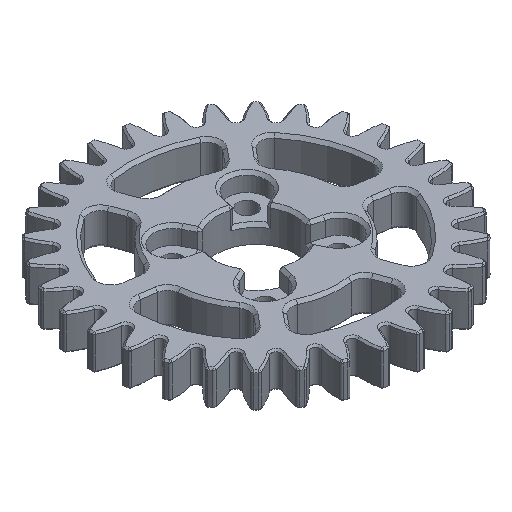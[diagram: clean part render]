
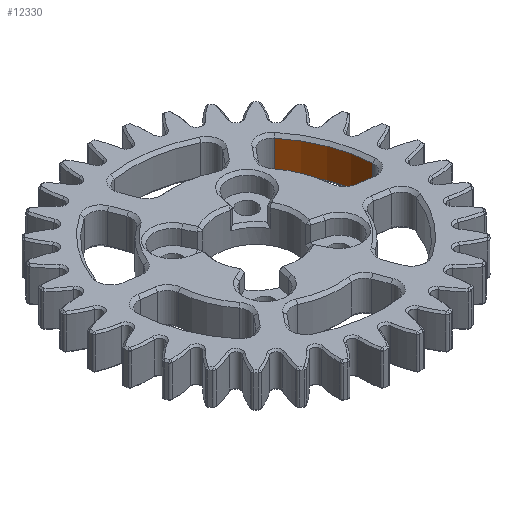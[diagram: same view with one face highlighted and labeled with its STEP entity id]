
A CAD part, isometric view. The second image highlights one B-rep face of the part: STEP entity #12330.
In plain terms, the highlighted cylindrical face has radius 21 mm (diameter 42 mm), a partial arc.
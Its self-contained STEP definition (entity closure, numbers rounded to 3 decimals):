
#278=CYLINDRICAL_SURFACE('',#14079,21.);
#1127=FACE_OUTER_BOUND('',#1928,.T.);
#1928=EDGE_LOOP('',(#11031,#11032,#11033,#11034));
#2207=CIRCLE('',#12671,21.);
#2887=CIRCLE('',#14040,21.);
#2965=LINE('',#19087,#3818);
#3710=LINE('',#21996,#4563);
#3818=VECTOR('',#14794,10.);
#4563=VECTOR('',#18271,10.);
#4888=VERTEX_POINT('',#19065);
#4889=VERTEX_POINT('',#19069);
#4893=VERTEX_POINT('',#19085);
#5635=VERTEX_POINT('',#21984);
#5972=EDGE_CURVE('',#4888,#4889,#2207,.T.);
#5980=EDGE_CURVE('',#4893,#4888,#2965,.T.);
#7415=EDGE_CURVE('',#5635,#4893,#2887,.T.);
#7418=EDGE_CURVE('',#4889,#5635,#3710,.T.);
#11031=ORIENTED_EDGE('',*,*,#5972,.F.);
#11032=ORIENTED_EDGE('',*,*,#5980,.F.);
#11033=ORIENTED_EDGE('',*,*,#7415,.F.);
#11034=ORIENTED_EDGE('',*,*,#7418,.F.);
#12330=ADVANCED_FACE('',(#1127),#278,.F.);
#12671=AXIS2_PLACEMENT_3D('',#19071,#14774,#14775);
#14040=AXIS2_PLACEMENT_3D('',#21989,#18259,#18260);
#14079=AXIS2_PLACEMENT_3D('',#22065,#18368,#18369);
#14774=DIRECTION('center_axis',(0.,0.,1.));
#14775=DIRECTION('ref_axis',(0.779,-0.628,0.));
#14794=DIRECTION('',(0.,0.,-1.));
#18259=DIRECTION('center_axis',(0.,0.,-1.));
#18260=DIRECTION('ref_axis',(0.779,-0.628,0.));
#18271=DIRECTION('',(0.,0.,1.));
#18368=DIRECTION('center_axis',(0.,0.,-1.));
#18369=DIRECTION('ref_axis',(-0.779,0.628,0.));
#19065=CARTESIAN_POINT('',(20.965,1.204,0.5));
#19069=CARTESIAN_POINT('',(16.325,13.21,0.5));
#19071=CARTESIAN_POINT('Origin',(0.,0.,
0.5));
#19085=CARTESIAN_POINT('',(20.965,1.204,5.5));
#19087=CARTESIAN_POINT('',(20.965,1.204,6.));
#21984=CARTESIAN_POINT('',(16.325,13.21,5.5));
#21989=CARTESIAN_POINT('Origin',(0.,0.,
5.5));
#21996=CARTESIAN_POINT('',(16.325,13.21,6.));
#22065=CARTESIAN_POINT('Origin',(0.,0.,
6.));
